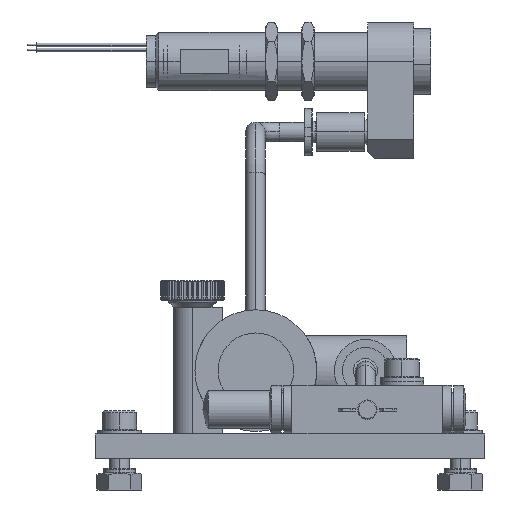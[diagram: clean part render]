
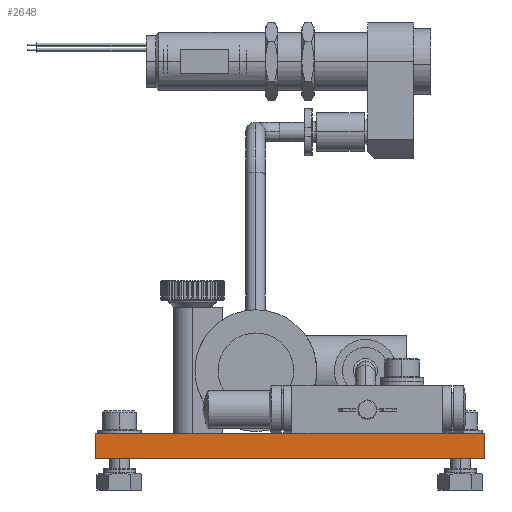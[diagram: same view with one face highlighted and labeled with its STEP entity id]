
A CAD part, left-side view. The second image highlights one B-rep face of the part: STEP entity #2648.
In plain terms, the highlighted planar face has unit normal (-1, 0, 0).
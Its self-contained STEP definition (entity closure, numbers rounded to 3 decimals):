
#214 = VECTOR ( 'NONE', #26763, 1000. ) ;
#1519 = CARTESIAN_POINT ( 'NONE',  ( -163.847, 60.7, -71.5 ) ) ;
#2049 = VECTOR ( 'NONE', #10806, 1000. ) ;
#2648 = ADVANCED_FACE ( 'NONE', ( #22288 ), #18610, .T. ) ;
#3008 = LINE ( 'NONE', #20472, #27283 ) ;
#3132 = LINE ( 'NONE', #1519, #18095 ) ;
#4412 = AXIS2_PLACEMENT_3D ( 'NONE', #9701, #27441, #12316 ) ;
#4926 = CARTESIAN_POINT ( 'NONE',  ( -163.847, -19.3, -66.5 ) ) ;
#5793 = CARTESIAN_POINT ( 'NONE',  ( -163.847, 60.7, -66.5 ) ) ;
#6882 = DIRECTION ( 'NONE',  ( 0., -1., 0. ) ) ;
#7025 = CARTESIAN_POINT ( 'NONE',  ( -163.847, 60.7, -66.5 ) ) ;
#9701 = CARTESIAN_POINT ( 'NONE',  ( -163.847, -19.3, -66.5 ) ) ;
#10571 = VERTEX_POINT ( 'NONE', #4926 ) ;
#10806 = DIRECTION ( 'NONE',  ( 0., 0., 1. ) ) ;
#10884 = ORIENTED_EDGE ( 'NONE', *, *, #18392, .F. ) ;
#10950 = LINE ( 'NONE', #15863, #214 ) ;
#12313 = EDGE_CURVE ( 'NONE', #15338, #21877, #3132, .T. ) ;
#12316 = DIRECTION ( 'NONE',  ( 0., 0., 1. ) ) ;
#13182 = LINE ( 'NONE', #5793, #2049 ) ;
#13617 = VERTEX_POINT ( 'NONE', #7025 ) ;
#14569 = EDGE_CURVE ( 'NONE', #13617, #10571, #3008, .T. ) ;
#14781 = ORIENTED_EDGE ( 'NONE', *, *, #12313, .F. ) ;
#14990 = CARTESIAN_POINT ( 'NONE',  ( -163.847, 60.7, -71.5 ) ) ;
#15338 = VERTEX_POINT ( 'NONE', #27653 ) ;
#15863 = CARTESIAN_POINT ( 'NONE',  ( -163.847, -19.3, -71.5 ) ) ;
#17140 = EDGE_LOOP ( 'NONE', ( #10884, #19783, #24156, #14781 ) ) ;
#18095 = VECTOR ( 'NONE', #19441, 1000. ) ;
#18392 = EDGE_CURVE ( 'NONE', #10571, #15338, #10950, .T. ) ;
#18610 = PLANE ( 'NONE',  #4412 ) ;
#19441 = DIRECTION ( 'NONE',  ( 0., 1., 0. ) ) ;
#19783 = ORIENTED_EDGE ( 'NONE', *, *, #14569, .F. ) ;
#20472 = CARTESIAN_POINT ( 'NONE',  ( -163.847, -19.3, -66.5 ) ) ;
#21877 = VERTEX_POINT ( 'NONE', #14990 ) ;
#22288 = FACE_OUTER_BOUND ( 'NONE', #17140, .T. ) ;
#24156 = ORIENTED_EDGE ( 'NONE', *, *, #28723, .F. ) ;
#26763 = DIRECTION ( 'NONE',  ( 0., 0., -1. ) ) ;
#27283 = VECTOR ( 'NONE', #6882, 1000. ) ;
#27441 = DIRECTION ( 'NONE',  ( -1., 0., 0. ) ) ;
#27653 = CARTESIAN_POINT ( 'NONE',  ( -163.847, -19.3, -71.5 ) ) ;
#28723 = EDGE_CURVE ( 'NONE', #21877, #13617, #13182, .T. ) ;
